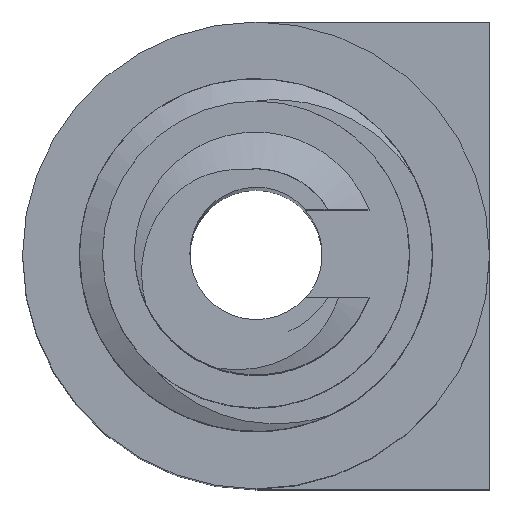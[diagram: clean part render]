
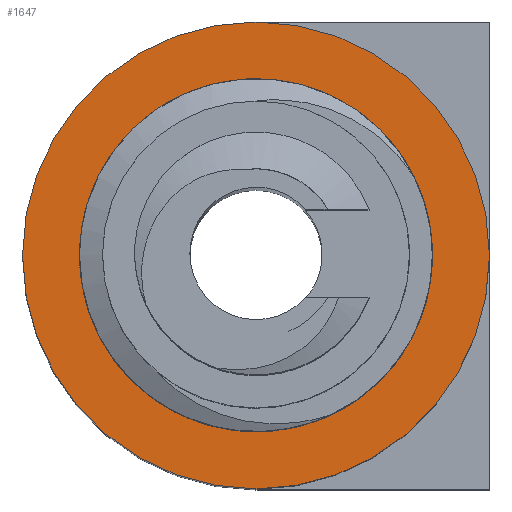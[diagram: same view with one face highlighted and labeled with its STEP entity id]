
A CAD part, top view. The second image highlights one B-rep face of the part: STEP entity #1647.
In plain terms, the highlighted planar face has unit normal (0, 0, 1).
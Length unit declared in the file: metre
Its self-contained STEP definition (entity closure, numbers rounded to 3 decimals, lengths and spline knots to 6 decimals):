
#14=PLANE('',#1725);
#96=B_SPLINE_CURVE_WITH_KNOTS('',3,(#14800,#14801,#14802,#14803,#14804),
 .UNSPECIFIED.,.F.,.F.,(4,1,4),(0.,0.002193,0.004385),
 .UNSPECIFIED.);
#97=B_SPLINE_CURVE_WITH_KNOTS('',3,(#14811,#14812,#14813,#14814,#14815,
#14816),.UNSPECIFIED.,.F.,.F.,(4,1,1,4),(0.,0.001959,
0.003918,0.007836),.UNSPECIFIED.);
#143=CIRCLE('',#1726,0.00635);
#144=CIRCLE('',#1727,0.0038);
#145=CIRCLE('',#1728,0.0048);
#509=ORIENTED_EDGE('',*,*,#950,.T.);
#510=ORIENTED_EDGE('',*,*,#951,.F.);
#511=ORIENTED_EDGE('',*,*,#952,.T.);
#512=ORIENTED_EDGE('',*,*,#953,.F.);
#513=ORIENTED_EDGE('',*,*,#954,.F.);
#514=ORIENTED_EDGE('',*,*,#955,.F.);
#950=EDGE_CURVE('',#1140,#1140,#143,.T.);
#951=EDGE_CURVE('',#1141,#1142,#96,.T.);
#952=EDGE_CURVE('',#1141,#1143,#1237,.T.);
#953=EDGE_CURVE('',#1144,#1143,#144,.T.);
#954=EDGE_CURVE('',#1145,#1144,#97,.T.);
#955=EDGE_CURVE('',#1142,#1145,#145,.T.);
#1140=VERTEX_POINT('',#14799);
#1141=VERTEX_POINT('',#14805);
#1142=VERTEX_POINT('',#14806);
#1143=VERTEX_POINT('',#14808);
#1144=VERTEX_POINT('',#14810);
#1145=VERTEX_POINT('',#14817);
#1237=LINE('',#14807,#1327);
#1327=VECTOR('',#1914,1.);
#1419=EDGE_LOOP('',(#509));
#1420=EDGE_LOOP('',(#510,#511,#512,#513,#514));
#1515=FACE_BOUND('',#1419,.T.);
#1516=FACE_BOUND('',#1420,.T.);
#1647=ADVANCED_FACE('',(#1515,#1516),#14,.T.);
#1725=AXIS2_PLACEMENT_3D('',#14797,#1910,#1911);
#1726=AXIS2_PLACEMENT_3D('',#14798,#1912,#1913);
#1727=AXIS2_PLACEMENT_3D('',#14809,#1915,#1916);
#1728=AXIS2_PLACEMENT_3D('',#14818,#1917,#1918);
#1910=DIRECTION('',(0.,0.,1.));
#1911=DIRECTION('',(1.,0.,0.));
#1912=DIRECTION('',(0.,0.,1.));
#1913=DIRECTION('',(1.,0.,0.));
#1914=DIRECTION('',(-1.,0.,0.));
#1915=DIRECTION('',(0.,0.,1.));
#1916=DIRECTION('',(1.,0.,0.));
#1917=DIRECTION('',(0.,0.,1.));
#1918=DIRECTION('',(1.,0.,0.));
#14797=CARTESIAN_POINT('',(0.,0.,0.0182));
#14798=CARTESIAN_POINT('',(0.,0.,0.0182));
#14799=CARTESIAN_POINT('',(0.00635,0.,0.0182));
#14800=CARTESIAN_POINT('',(0.004273,0.,0.0182));
#14801=CARTESIAN_POINT('',(0.004362,0.000736,0.0182));
#14802=CARTESIAN_POINT('',(0.00417,0.002231,0.0182));
#14803=CARTESIAN_POINT('',(0.003291,0.003456,0.0182));
#14804=CARTESIAN_POINT('',(0.002735,0.003945,0.0182));
#14805=CARTESIAN_POINT('',(0.004273,0.,0.0182));
#14806=CARTESIAN_POINT('',(0.002735,0.003945,0.0182));
#14807=CARTESIAN_POINT('',(0.,0.,0.0182));
#14808=CARTESIAN_POINT('',(0.0038,0.,0.0182));
#14809=CARTESIAN_POINT('',(0.,0.,0.0182));
#14810=CARTESIAN_POINT('',(-0.001264,-0.003584,0.0182));
#14811=CARTESIAN_POINT('',(-0.004001,0.002652,0.0182));
#14812=CARTESIAN_POINT('',(-0.004301,0.002061,0.0182));
#14813=CARTESIAN_POINT('',(-0.004641,0.000772,0.0182));
#14814=CARTESIAN_POINT('',(-0.00421,-0.001884,0.0182));
#14815=CARTESIAN_POINT('',(-0.002566,-0.00333,0.0182));
#14816=CARTESIAN_POINT('',(-0.001264,-0.003584,0.0182));
#14817=CARTESIAN_POINT('',(-0.004001,0.002652,0.0182));
#14818=CARTESIAN_POINT('',(0.,0.,0.0182));
